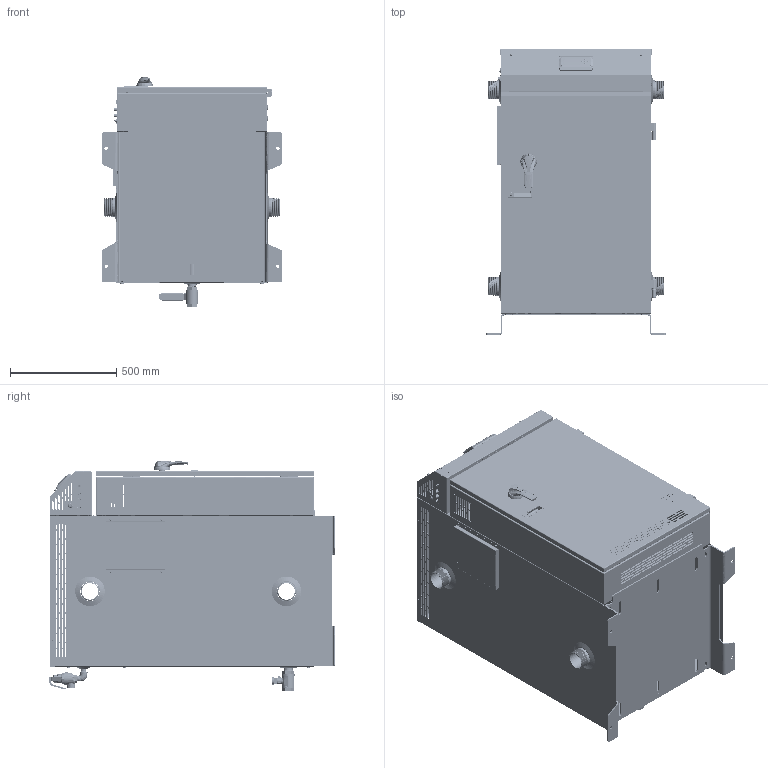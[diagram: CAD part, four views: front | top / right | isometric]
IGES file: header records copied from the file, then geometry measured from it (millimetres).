
Start section: SolidWorks IGES file using analytic representation for surfaces
Global section: file name: VOLTMAX 58 to 408 kW.IGS; native system: SolidWorks 2019; preprocessor: SolidWorks 2019; author: lucbi; date: 190930.160541; units: inch
Bounding box: 847.73 x 1348.96 x 1082.95 mm (x, y, z)
Volume: 12889692.3 mm3; surface area: 15053014.2 mm2
Topology: 87 solids, 91 shells, 10739 faces, 28793 edges, 17984 vertices
Faces by surface type: revolution 5253, plane 4034, bspline 1452
